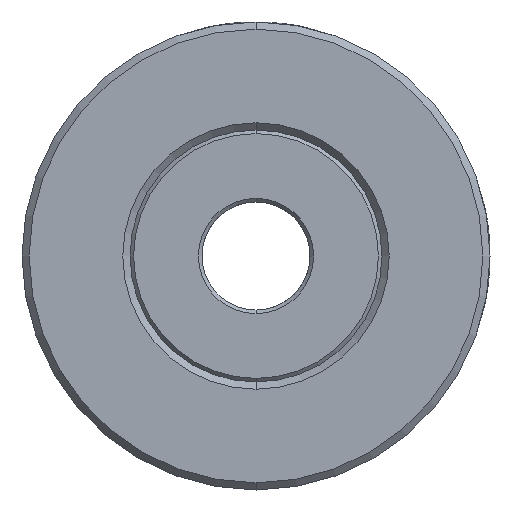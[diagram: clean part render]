
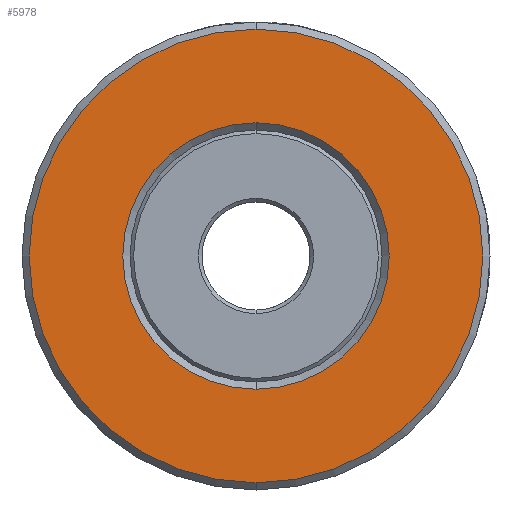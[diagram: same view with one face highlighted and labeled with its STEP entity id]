
A CAD part, front view. The second image highlights one B-rep face of the part: STEP entity #5978.
In plain terms, the highlighted planar face has unit normal (0, -1, 0).
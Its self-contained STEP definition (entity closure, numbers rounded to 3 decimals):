
#31 = CARTESIAN_POINT ( 'NONE',  ( 0., -3., 0. ) ) ;
#717 = CARTESIAN_POINT ( 'NONE',  ( 0., -3., 0. ) ) ;
#1043 = VERTEX_POINT ( 'NONE', #5441 ) ;
#1114 = PLANE ( 'NONE',  #6271 ) ;
#1394 = DIRECTION ( 'NONE',  ( 0., 1., 0. ) ) ;
#1451 = AXIS2_PLACEMENT_3D ( 'NONE', #3613, #3119, #2005 ) ;
#1643 = VERTEX_POINT ( 'NONE', #1708 ) ;
#1708 = CARTESIAN_POINT ( 'NONE',  ( 0., -3., 6.3 ) ) ;
#2005 = DIRECTION ( 'NONE',  ( 0., 0., 1. ) ) ;
#2149 = ORIENTED_EDGE ( 'NONE', *, *, #4307, .T. ) ;
#2260 = CARTESIAN_POINT ( 'NONE',  ( 0., -3., 0. ) ) ;
#2822 = DIRECTION ( 'NONE',  ( 0., 0., 1. ) ) ;
#2876 = CARTESIAN_POINT ( 'NONE',  ( 0., -3., 3.7 ) ) ;
#2902 = FACE_BOUND ( 'NONE', #5202, .T. ) ;
#2905 = DIRECTION ( 'NONE',  ( 0., 0., 1. ) ) ;
#2971 = EDGE_LOOP ( 'NONE', ( #4619, #4236 ) ) ;
#3119 = DIRECTION ( 'NONE',  ( 0., -1., 0. ) ) ;
#3613 = CARTESIAN_POINT ( 'NONE',  ( 0., -3., 0. ) ) ;
#3763 = AXIS2_PLACEMENT_3D ( 'NONE', #717, #4581, #2905 ) ;
#3858 = EDGE_CURVE ( 'NONE', #1043, #1643, #4401, .T. ) ;
#3863 = CIRCLE ( 'NONE', #5416, 3.7 ) ;
#3969 = DIRECTION ( 'NONE',  ( 0., 0., 1. ) ) ;
#4236 = ORIENTED_EDGE ( 'NONE', *, *, #3858, .T. ) ;
#4307 = EDGE_CURVE ( 'NONE', #6335, #7093, #4923, .T. ) ;
#4401 = CIRCLE ( 'NONE', #3763, 6.3 ) ;
#4521 = EDGE_CURVE ( 'NONE', #1643, #1043, #4669, .T. ) ;
#4581 = DIRECTION ( 'NONE',  ( 0., -1., 0. ) ) ;
#4619 = ORIENTED_EDGE ( 'NONE', *, *, #4521, .T. ) ;
#4669 = CIRCLE ( 'NONE', #1451, 6.3 ) ;
#4923 = CIRCLE ( 'NONE', #5159, 3.7 ) ;
#5159 = AXIS2_PLACEMENT_3D ( 'NONE', #2260, #6198, #2822 ) ;
#5202 = EDGE_LOOP ( 'NONE', ( #5385, #2149 ) ) ;
#5336 = DIRECTION ( 'NONE',  ( 0., 0., 1. ) ) ;
#5385 = ORIENTED_EDGE ( 'NONE', *, *, #5663, .T. ) ;
#5416 = AXIS2_PLACEMENT_3D ( 'NONE', #5876, #1394, #5336 ) ;
#5441 = CARTESIAN_POINT ( 'NONE',  ( 0., -3., -6.3 ) ) ;
#5663 = EDGE_CURVE ( 'NONE', #7093, #6335, #3863, .T. ) ;
#5876 = CARTESIAN_POINT ( 'NONE',  ( 0., -3., 0. ) ) ;
#5960 = CARTESIAN_POINT ( 'NONE',  ( 0., -3., -3.7 ) ) ;
#5978 = ADVANCED_FACE ( 'NONE', ( #2902, #7199 ), #1114, .F. ) ;
#6198 = DIRECTION ( 'NONE',  ( 0., 1., 0. ) ) ;
#6271 = AXIS2_PLACEMENT_3D ( 'NONE', #31, #6830, #3969 ) ;
#6335 = VERTEX_POINT ( 'NONE', #2876 ) ;
#6830 = DIRECTION ( 'NONE',  ( 0., 1., 0. ) ) ;
#7093 = VERTEX_POINT ( 'NONE', #5960 ) ;
#7199 = FACE_OUTER_BOUND ( 'NONE', #2971, .T. ) ;
